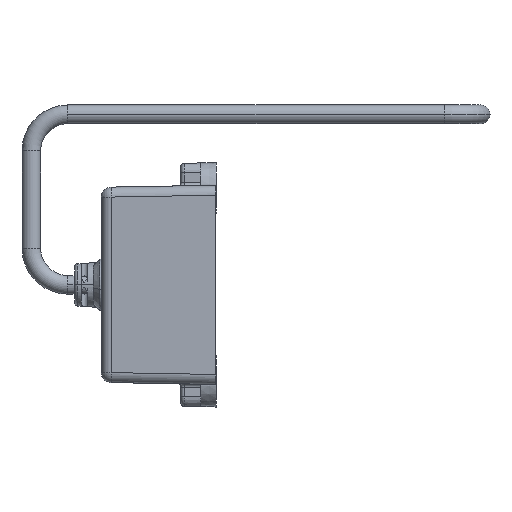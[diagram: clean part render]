
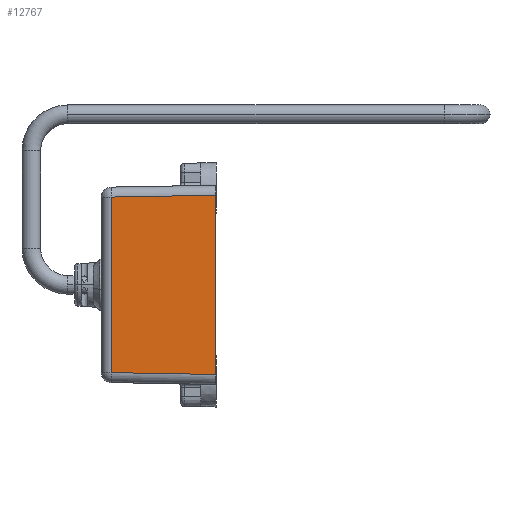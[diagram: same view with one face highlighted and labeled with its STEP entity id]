
A CAD part, left-side view. The second image highlights one B-rep face of the part: STEP entity #12767.
In plain terms, the highlighted planar face has unit normal (-1, 0.018, 0).
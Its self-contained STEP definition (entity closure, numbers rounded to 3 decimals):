
#1168 = CARTESIAN_POINT ( 'NONE',  ( -19.225, -1.474, 13.176 ) ) ;
#2002 = EDGE_CURVE ( 'NONE', #8257, #5182, #26010, .T. ) ;
#2864 = CARTESIAN_POINT ( 'NONE',  ( -19.5, -17.2, 14.95 ) ) ;
#3411 = AXIS2_PLACEMENT_3D ( 'NONE', #2864, #29429, #5574 ) ;
#3654 = CARTESIAN_POINT ( 'NONE',  ( -19.5, -17.226, 13.451 ) ) ;
#5182 = VERTEX_POINT ( 'NONE', #10047 ) ;
#5384 = VERTEX_POINT ( 'NONE', #1168 ) ;
#5574 = DIRECTION ( 'NONE',  ( -0.017, -1., 0. ) ) ;
#7167 = VECTOR ( 'NONE', #26201, 1000. ) ;
#7304 = ORIENTED_EDGE ( 'NONE', *, *, #16962, .T. ) ;
#7698 = DIRECTION ( 'NONE',  ( 0., 0., -1. ) ) ;
#8257 = VERTEX_POINT ( 'NONE', #20682 ) ;
#8670 = VECTOR ( 'NONE', #30513, 1000. ) ;
#9207 = EDGE_LOOP ( 'NONE', ( #7304, #12221, #25605, #26583 ) ) ;
#9755 = LINE ( 'NONE', #3654, #14308 ) ;
#10047 = CARTESIAN_POINT ( 'NONE',  ( -19.5, -17.2, -13.45 ) ) ;
#12221 = ORIENTED_EDGE ( 'NONE', *, *, #2002, .T. ) ;
#12767 = ADVANCED_FACE ( 'NONE', ( #17933 ), #20033, .T. ) ;
#13576 = LINE ( 'NONE', #20793, #8670 ) ;
#14308 = VECTOR ( 'NONE', #20521, 1000. ) ;
#15156 = EDGE_CURVE ( 'NONE', #25562, #5182, #21261, .T. ) ;
#16962 = EDGE_CURVE ( 'NONE', #5384, #8257, #13576, .T. ) ;
#17933 = FACE_OUTER_BOUND ( 'NONE', #9207, .T. ) ;
#18537 = CARTESIAN_POINT ( 'NONE',  ( -19.5, -17.226, -13.451 ) ) ;
#20033 = PLANE ( 'NONE',  #3411 ) ;
#20279 = EDGE_CURVE ( 'NONE', #25562, #5384, #9755, .T. ) ;
#20521 = DIRECTION ( 'NONE',  ( 0.017, 1., -0.017 ) ) ;
#20682 = CARTESIAN_POINT ( 'NONE',  ( -19.225, -1.474, -13.176 ) ) ;
#20793 = CARTESIAN_POINT ( 'NONE',  ( -19.225, -1.474, 14.95 ) ) ;
#21261 = LINE ( 'NONE', #28925, #26119 ) ;
#23262 = CARTESIAN_POINT ( 'NONE',  ( -19.5, -17.2, 13.45 ) ) ;
#25562 = VERTEX_POINT ( 'NONE', #23262 ) ;
#25605 = ORIENTED_EDGE ( 'NONE', *, *, #15156, .F. ) ;
#26010 = LINE ( 'NONE', #18537, #7167 ) ;
#26119 = VECTOR ( 'NONE', #7698, 1000. ) ;
#26201 = DIRECTION ( 'NONE',  ( -0.017, -1., -0.017 ) ) ;
#26583 = ORIENTED_EDGE ( 'NONE', *, *, #20279, .T. ) ;
#28925 = CARTESIAN_POINT ( 'NONE',  ( -19.5, -17.2, 14.95 ) ) ;
#29429 = DIRECTION ( 'NONE',  ( -1., 0.017, 0. ) ) ;
#30513 = DIRECTION ( 'NONE',  ( 0., 0., -1. ) ) ;
